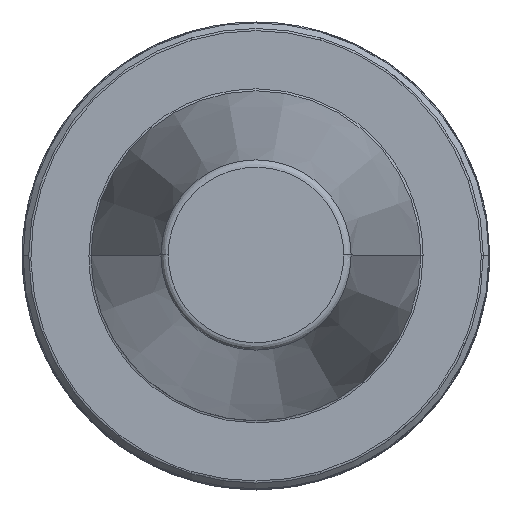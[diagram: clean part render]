
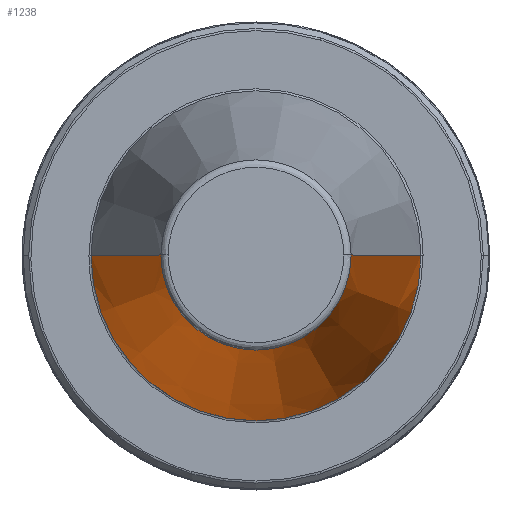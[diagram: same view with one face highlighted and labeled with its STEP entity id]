
A CAD part, top view. The second image highlights one B-rep face of the part: STEP entity #1238.
In plain terms, the highlighted conical face has half-angle 8.297 degrees and reference radius 12.812 mm.
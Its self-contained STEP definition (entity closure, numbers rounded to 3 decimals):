
#41 = ORIENTED_EDGE ( 'NONE', *, *, #2778, .T. ) ;
#123 = CARTESIAN_POINT ( 'NONE',  ( -12.812, 0., 64.544 ) ) ;
#187 = VERTEX_POINT ( 'NONE', #629 ) ;
#254 = CARTESIAN_POINT ( 'NONE',  ( 0., 0., 64.544 ) ) ;
#267 = AXIS2_PLACEMENT_3D ( 'NONE', #1591, #932, #273 ) ;
#273 = DIRECTION ( 'NONE',  ( -1., 0., 0. ) ) ;
#476 = VERTEX_POINT ( 'NONE', #123 ) ;
#579 = DIRECTION ( 'NONE',  ( -1., 0., 0. ) ) ;
#629 = CARTESIAN_POINT ( 'NONE',  ( -22.225, 0., 0. ) ) ;
#775 = CARTESIAN_POINT ( 'NONE',  ( 0., 0., 0. ) ) ;
#877 = CARTESIAN_POINT ( 'NONE',  ( 22.225, 0., 0. ) ) ;
#912 = VECTOR ( 'NONE', #1844, 1000. ) ;
#932 = DIRECTION ( 'NONE',  ( 0., 0., -1. ) ) ;
#1117 = DIRECTION ( 'NONE',  ( 1., 0., 0. ) ) ;
#1238 = ADVANCED_FACE ( 'NONE', ( #3075 ), #3628, .T. ) ;
#1405 = CARTESIAN_POINT ( 'NONE',  ( 12.812, 0., 64.544 ) ) ;
#1430 = ORIENTED_EDGE ( 'NONE', *, *, #4065, .F. ) ;
#1469 = VERTEX_POINT ( 'NONE', #877 ) ;
#1531 = CIRCLE ( 'NONE', #1583, 12.812 ) ;
#1583 = AXIS2_PLACEMENT_3D ( 'NONE', #254, #2578, #579 ) ;
#1591 = CARTESIAN_POINT ( 'NONE',  ( 0., 0., 64.544 ) ) ;
#1711 = EDGE_LOOP ( 'NONE', ( #1430, #3260, #41, #2586 ) ) ;
#1797 = LINE ( 'NONE', #4050, #2432 ) ;
#1798 = LINE ( 'NONE', #1405, #912 ) ;
#1844 = DIRECTION ( 'NONE',  ( 0.144, 0., -0.99 ) ) ;
#2073 = DIRECTION ( 'NONE',  ( -0.144, 0., -0.99 ) ) ;
#2432 = VECTOR ( 'NONE', #2073, 1000. ) ;
#2578 = DIRECTION ( 'NONE',  ( 0., 0., 1. ) ) ;
#2586 = ORIENTED_EDGE ( 'NONE', *, *, #3039, .T. ) ;
#2685 = AXIS2_PLACEMENT_3D ( 'NONE', #775, #3125, #1117 ) ;
#2778 = EDGE_CURVE ( 'NONE', #476, #187, #1797, .T. ) ;
#3039 = EDGE_CURVE ( 'NONE', #187, #1469, #3484, .T. ) ;
#3075 = FACE_OUTER_BOUND ( 'NONE', #1711, .T. ) ;
#3125 = DIRECTION ( 'NONE',  ( 0., 0., 1. ) ) ;
#3260 = ORIENTED_EDGE ( 'NONE', *, *, #3565, .F. ) ;
#3484 = CIRCLE ( 'NONE', #2685, 22.225 ) ;
#3535 = VERTEX_POINT ( 'NONE', #3840 ) ;
#3565 = EDGE_CURVE ( 'NONE', #476, #3535, #1531, .T. ) ;
#3628 = CONICAL_SURFACE ( 'NONE', #267, 12.812, 0.145 ) ;
#3840 = CARTESIAN_POINT ( 'NONE',  ( 12.812, 0., 64.544 ) ) ;
#4050 = CARTESIAN_POINT ( 'NONE',  ( -12.812, 0., 64.544 ) ) ;
#4065 = EDGE_CURVE ( 'NONE', #3535, #1469, #1798, .T. ) ;
